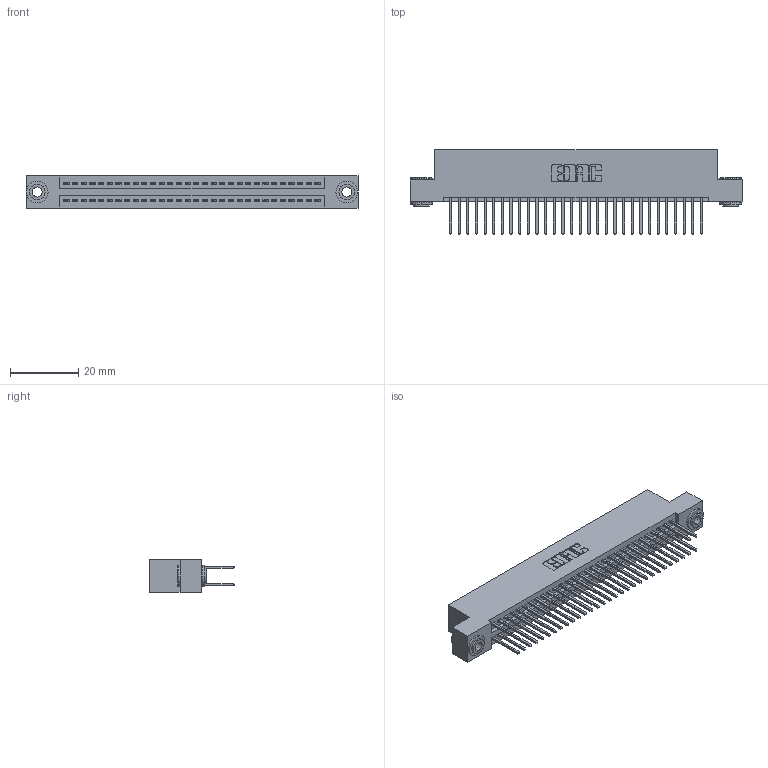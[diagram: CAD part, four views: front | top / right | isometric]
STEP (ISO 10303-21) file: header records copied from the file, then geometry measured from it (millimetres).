
FILE_DESCRIPTION (( 'STEP AP203' ), '1' );
FILE_NAME ('395-060-523-203.STEP', '2019-10-23T13:39:48', ( '' ), ( '' ), 'SwSTEP 2.0', 'SolidWorks 2016', '' );
FILE_SCHEMA (( 'CONFIG_CONTROL_DESIGN' ));
Length unit declared in the file: inch
Products named in the file (4): 345 Part_Flush Mounting Lugs - 0.156 Dia-TH; 345-292-001_345-293-123; 345-250-002_345-250-002-102; 395-060-523-203
Assembly tree (63 placements, depth 2):
  395-060-523-203
    345 Part_Flush Mounting Lugs - 0.156 Dia-TH
    345-292-001_345-293-123  x60
    345-250-002_345-250-002-102  x2
Bounding box: 97.41 x 24.82 x 9.4 mm (x, y, z)
Volume: 9493.4 mm3; surface area: 14557 mm2
Topology: 63 solids, 63 shells, 3164 faces, 9357 edges, 6154 vertices
Faces by surface type: plane 2070, cylinder 1086, cone 8
Entity records: 25822 total; most frequent: CARTESIAN_POINT 4315, ORIENTED_EDGE 4242, DIRECTION 3851, EDGE_CURVE 2121, LINE 1845, VECTOR 1845, VERTEX_POINT 1410, AXIS2_PLACEMENT_3D 1003
